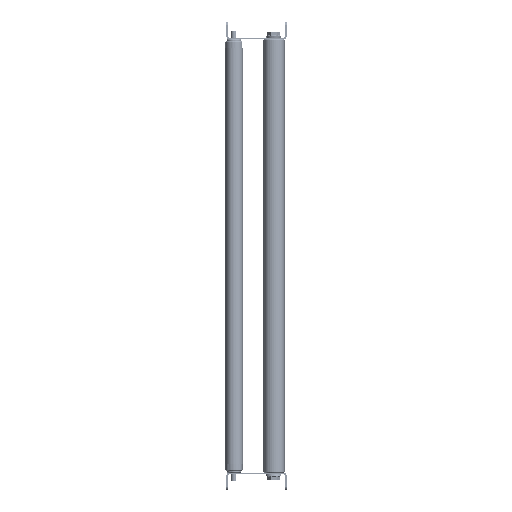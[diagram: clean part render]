
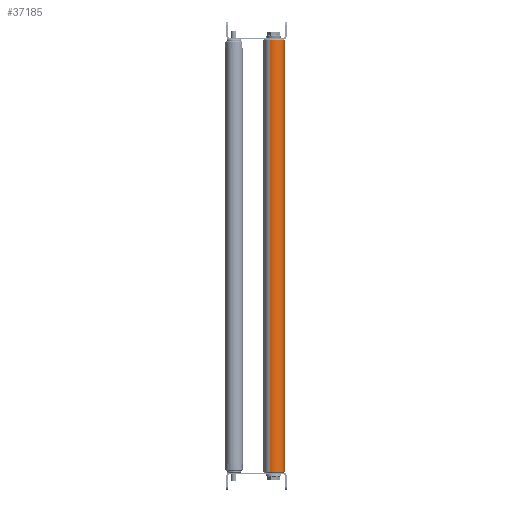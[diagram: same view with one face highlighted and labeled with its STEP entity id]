
A CAD part, left-side view. The second image highlights one B-rep face of the part: STEP entity #37185.
In plain terms, the highlighted cylindrical face has radius 12.5 mm (diameter 25 mm), a partial arc.
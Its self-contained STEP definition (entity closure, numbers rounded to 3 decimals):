
#1830 = DIRECTION ( 'NONE',  ( 1., 0., 0. ) ) ;
#2298 = ORIENTED_EDGE ( 'NONE', *, *, #18847, .T. ) ;
#2827 = VECTOR ( 'NONE', #3873, 1000. ) ;
#3757 = VERTEX_POINT ( 'NONE', #38839 ) ;
#3873 = DIRECTION ( 'NONE',  ( -1., 0., 0. ) ) ;
#5103 = VERTEX_POINT ( 'NONE', #43521 ) ;
#5819 = CARTESIAN_POINT ( 'NONE',  ( 500., 0., 0. ) ) ;
#6040 = CARTESIAN_POINT ( 'NONE',  ( 500., 0., 12.5 ) ) ;
#6088 = CIRCLE ( 'NONE', #38356, 12.5 ) ;
#7245 = CARTESIAN_POINT ( 'NONE',  ( 500., 0., -12.5 ) ) ;
#7946 = EDGE_LOOP ( 'NONE', ( #8678, #21289, #2298, #26242 ) ) ;
#8610 = EDGE_CURVE ( 'NONE', #35160, #5103, #31485, .T. ) ;
#8678 = ORIENTED_EDGE ( 'NONE', *, *, #30118, .T. ) ;
#9158 = CARTESIAN_POINT ( 'NONE',  ( 499., 0., 0. ) ) ;
#9190 = DIRECTION ( 'NONE',  ( 0., 0., 1. ) ) ;
#9400 = DIRECTION ( 'NONE',  ( -1., 0., 0. ) ) ;
#9771 = EDGE_CURVE ( 'NONE', #37050, #3757, #12124, .T. ) ;
#9897 = VECTOR ( 'NONE', #9400, 1000. ) ;
#12124 = LINE ( 'NONE', #6040, #9897 ) ;
#12478 = CIRCLE ( 'NONE', #31842, 12.5 ) ;
#13191 = CARTESIAN_POINT ( 'NONE',  ( 499., 0., 12.5 ) ) ;
#18847 = EDGE_CURVE ( 'NONE', #5103, #3757, #12478, .T. ) ;
#19528 = CYLINDRICAL_SURFACE ( 'NONE', #37108, 12.5 ) ;
#21289 = ORIENTED_EDGE ( 'NONE', *, *, #8610, .T. ) ;
#25660 = CARTESIAN_POINT ( 'NONE',  ( 1., 0., 0. ) ) ;
#26242 = ORIENTED_EDGE ( 'NONE', *, *, #9771, .F. ) ;
#27469 = CARTESIAN_POINT ( 'NONE',  ( 499., 0., -12.5 ) ) ;
#29583 = DIRECTION ( 'NONE',  ( 0., 0., -1. ) ) ;
#29799 = DIRECTION ( 'NONE',  ( -1., 0., 0. ) ) ;
#30118 = EDGE_CURVE ( 'NONE', #37050, #35160, #6088, .T. ) ;
#31485 = LINE ( 'NONE', #7245, #2827 ) ;
#31842 = AXIS2_PLACEMENT_3D ( 'NONE', #25660, #1830, #36874 ) ;
#33230 = DIRECTION ( 'NONE',  ( -1., 0., 0. ) ) ;
#35160 = VERTEX_POINT ( 'NONE', #27469 ) ;
#36874 = DIRECTION ( 'NONE',  ( 0., 0., -1. ) ) ;
#37050 = VERTEX_POINT ( 'NONE', #13191 ) ;
#37108 = AXIS2_PLACEMENT_3D ( 'NONE', #5819, #33230, #9190 ) ;
#37185 = ADVANCED_FACE ( 'NONE', ( #40192 ), #19528, .T. ) ;
#38356 = AXIS2_PLACEMENT_3D ( 'NONE', #9158, #29799, #29583 ) ;
#38839 = CARTESIAN_POINT ( 'NONE',  ( 1., 0., 12.5 ) ) ;
#40192 = FACE_OUTER_BOUND ( 'NONE', #7946, .T. ) ;
#43521 = CARTESIAN_POINT ( 'NONE',  ( 1., 0., -12.5 ) ) ;
